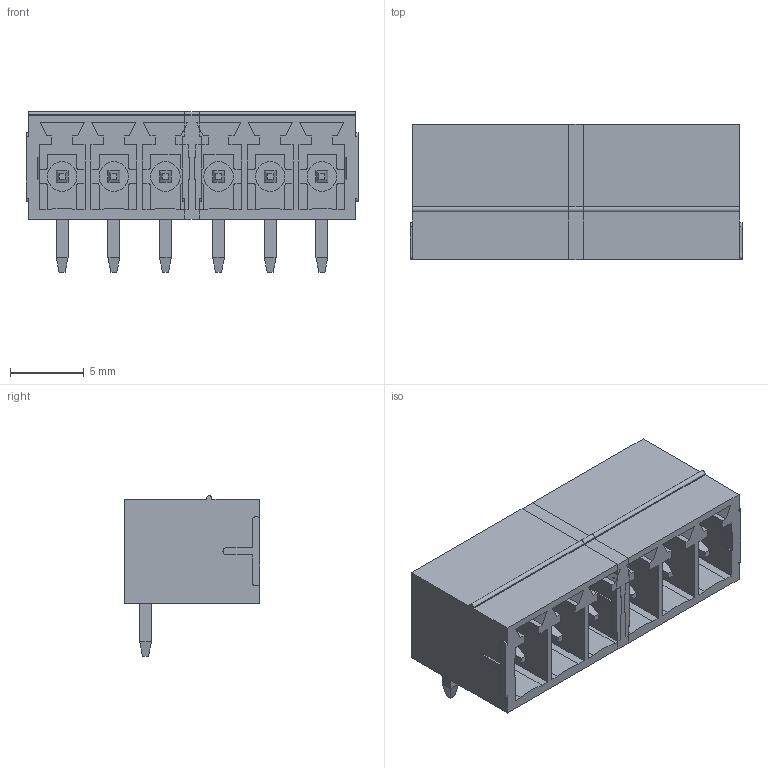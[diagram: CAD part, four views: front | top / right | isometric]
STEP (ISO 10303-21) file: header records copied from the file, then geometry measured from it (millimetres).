
FILE_DESCRIPTION(('FreeCAD Model'),'2;1');
FILE_NAME( 'OQ_6P_grey.step', '2018-03-06T15:50:49',('kicad StepUp'),('ksu MCAD'), 'Open CASCADE STEP processor 7.1','FreeCAD','Unknown');
FILE_SCHEMA(('AUTOMOTIVE_DESIGN_CC2 { 1 2 10303 214 -1 1 5 4 }'));
Length unit declared in the file: millimetre
Products named in the file (1): OQ_6P_grey
Bounding box: 22.5 x 9.2 x 10.9 mm (x, y, z)
Volume: 714.9 mm3; surface area: 2153.7 mm2
Topology: 1 solids, 1 shells, 476 faces, 1280 edges, 824 vertices
Faces by surface type: plane 413, cylinder 63
Full cylindrical faces by diameter (mm): 2 x6
Entity records: 17941 total; most frequent: CARTESIAN_POINT 2581, ORIENTED_EDGE 2560, DIRECTION 2370, EDGE_CURVE 1280, LINE 1144, VECTOR 1144, VERTEX_POINT 824, AXIS2_PLACEMENT_3D 613
